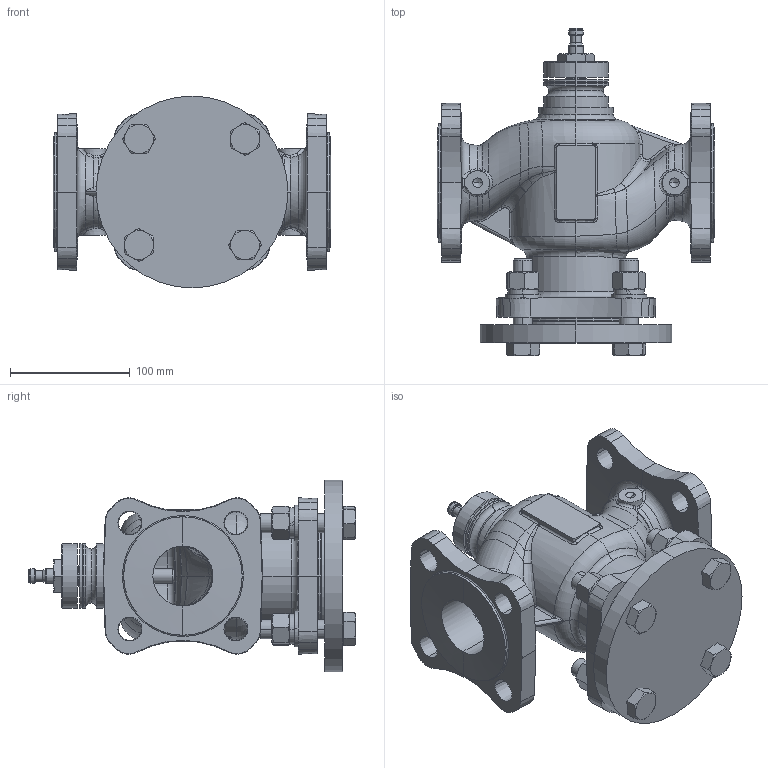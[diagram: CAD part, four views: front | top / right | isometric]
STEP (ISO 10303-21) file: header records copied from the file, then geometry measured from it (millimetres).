
FILE_DESCRIPTION((''),'2;1');
FILE_NAME('VF2R_DN50_SW0001','2023-03-30T14:07:22',('User'),(''),'CREO PARAMETRIC BY PTC INC, 2019010','CREO PARAMETRIC BY PTC INC, 2019010','');
FILE_SCHEMA(('CONFIG_CONTROL_DESIGN'));
Products named in the file (1): VF2R_DN50_SW0001
Bounding box: 231.27 x 273.17 x 160 mm (x, y, z)
Surface area: 343287.3 mm2 (no closed solid volume)
Topology: 0 solids, 51 shells, 987 faces, 3058 edges, 2070 vertices
Faces by surface type: bspline 465, cone 191, cylinder 156, plane 127, torus 42, sphere 6
Entity records: 110914 total; most frequent: CARTESIAN_POINT 88840, ORIENTED_EDGE 5173, EDGE_CURVE 3044, DIRECTION 2883, VERTEX_POINT 2070, B_SPLINE_CURVE_WITH_KNOTS 1827, AXIS2_PLACEMENT_3D 1144, EDGE_LOOP 1053
